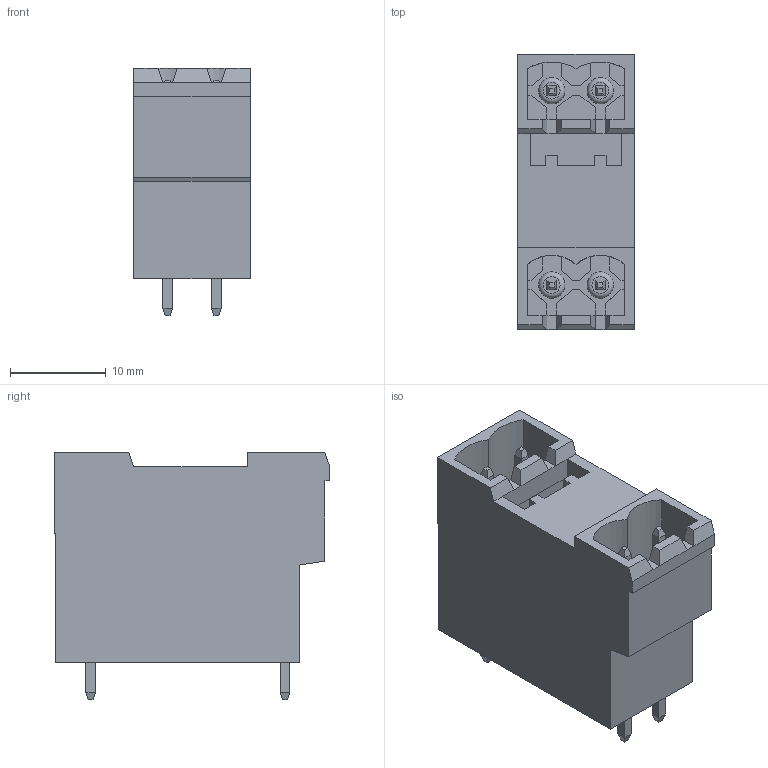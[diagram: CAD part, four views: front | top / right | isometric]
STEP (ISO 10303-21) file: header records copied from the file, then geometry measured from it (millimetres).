
FILE_DESCRIPTION( ( 'Unknown' ), '1' );
FILE_NAME( '691333500004.stp', 'Unknown', ( 'Quentin LAIDEBEUR' ), ( 'WE' ), 'PSStep 15.0.49', 'Sample-box', ' ' );
FILE_SCHEMA( ( 'AUTOMOTIVE_DESIGN { 1 0 10303 214 1 1 1 1 }' ) );
Length unit declared in the file: millimetre
Products named in the file (4): Assem1; 691333500004; 6913335000xx_PIN; 691333500004_CAPOT
Assembly tree (6 placements, depth 2):
  Assem1
    691333500004
    6913335000xx_PIN  x4
    691333500004_CAPOT
Bounding box: 12.16 x 28.8 x 25.9 mm (x, y, z)
Volume: 3104.8 mm3; surface area: 5806.1 mm2
Topology: 6 solids, 6 shells, 306 faces, 830 edges, 538 vertices
Faces by surface type: plane 288, cylinder 14, torus 4
Full cylindrical faces by diameter (mm): 1.7 x2, 2.75 x4
Entity records: 10522 total; most frequent: CARTESIAN_POINT 1489, ORIENTED_EDGE 1464, DIRECTION 1314, EDGE_CURVE 732, LINE 692, VECTOR 692, VERTEX_POINT 486, AXIS2_PLACEMENT_3D 311
